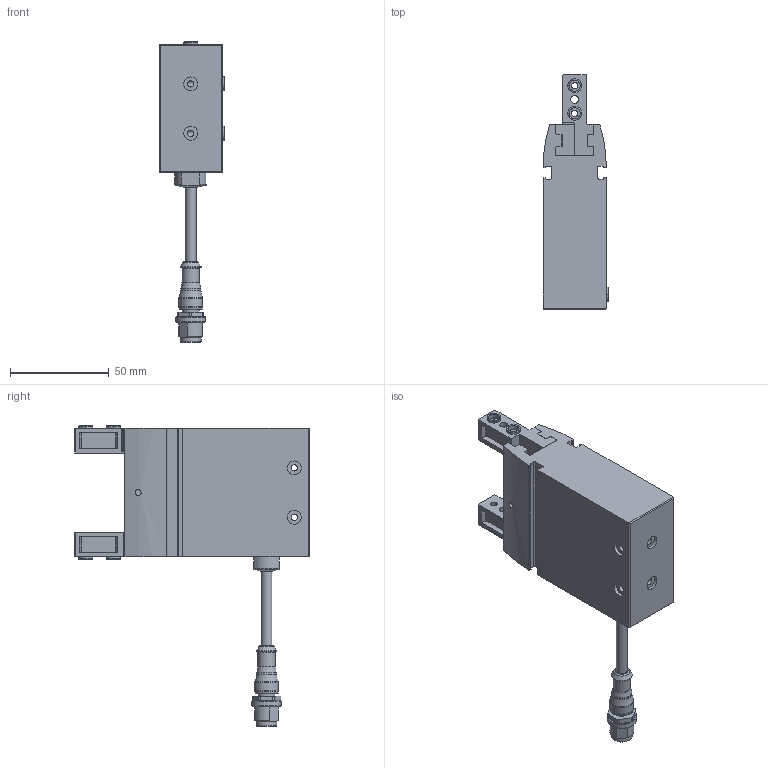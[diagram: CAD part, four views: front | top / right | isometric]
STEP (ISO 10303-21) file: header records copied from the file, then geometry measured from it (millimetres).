
FILE_DESCRIPTION(/* description */ ('STEP AP214'),/* implementation_level */ '2;1');
FILE_NAME(/* name */ '8103810_EHPS-20-A-LK',/* time_stamp */ '2024-08-27T15:49:34+02:00',/* author */ ('License CC BY-ND 4.0'),/* organization */ ('CADENAS'),/* preprocessor_version */ 'ST-DEVELOPER v19.3',/* originating_system */ 'PARTsolutions',/* authorisation */ ' ');
FILE_SCHEMA (('AUTOMOTIVE_DESIGN {1 0 10303 214 3 1 1}'));
Length unit declared in the file: millimetre
Products named in the file (4): 8103810 EHPS-20-A-LK---(0); 8103810 EHPS-20-A-LK---(geh); 8070831 EHPS-20-A---(griff); 8146544 ZBH-7-B
Assembly tree (9 placements, depth 2):
  8103810 EHPS-20-A-LK---(0)
    8103810 EHPS-20-A-LK---(geh)
    8070831 EHPS-20-A---(griff)  x2
    8146544 ZBH-7-B  x6
Bounding box: 33.3 x 118.5 x 152 mm (x, y, z)
Volume: 192917.7 mm3; surface area: 40851.8 mm2
Topology: 9 solids, 9 shells, 363 faces, 893 edges, 580 vertices
Faces by surface type: plane 217, cylinder 104, torus 30, cone 11, sphere 1
Full cylindrical faces by diameter (mm): 1 x5, 3 x3, 3.2 x2, 3.242 x8, 4 x2, 5 x1, 5.2 x1, 5.5 x1, 7 x10, 8.3 x1, 8.4 x1, 8.8 x1, 10.2 x1, 10.5 x2, 12 x1, 15 x1
Entity records: 9351 total; most frequent: CARTESIAN_POINT 1392, DIRECTION 1360, ORIENTED_EDGE 1216, EDGE_CURVE 608, AXIS2_PLACEMENT_3D 486, VERTEX_POINT 432, LINE 388, VECTOR 388
